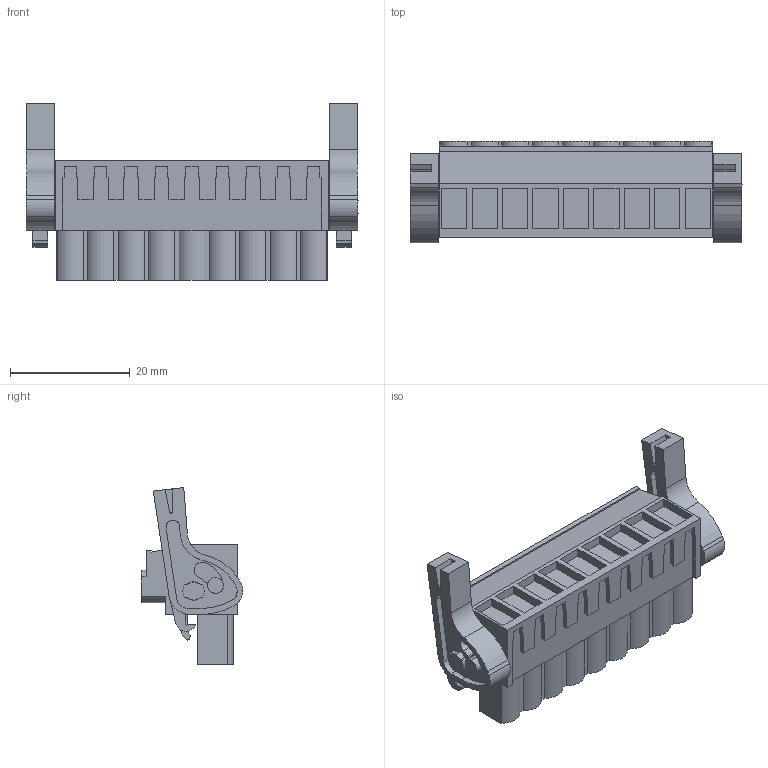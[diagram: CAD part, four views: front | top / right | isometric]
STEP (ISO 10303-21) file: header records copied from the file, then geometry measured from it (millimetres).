
FILE_DESCRIPTION(('CATIA V5 STEP','CAx-IF Rec.Pracs.--- Model Styling and Organization---1.2---2011-12-15'),'2;1');
FILE_NAME ('D1460002_0_1945130000_1945130000.stp','2017-05-23T06:49:37+00:00',('none'),('Weidmueller'),'CATIA Version 5-6 Release 2014','CATIA V5 STEP AP214','none');
FILE_SCHEMA(('AUTOMOTIVE_DESIGN { 1 0 10303 214 1 1 1 1 }'));
Length unit declared in the file: millimetre
Products named in the file (1): 1945130000
Bounding box: 55.42 x 16.91 x 29.52 mm (x, y, z)
Volume: 9685.7 mm3; surface area: 7293.1 mm2
Topology: 12 solids, 12 shells, 754 faces, 2107 edges, 1424 vertices
Faces by surface type: plane 599, cylinder 115, extrusion 40
Entity records: 23863 total; most frequent: CARTESIAN_POINT 5478, ORIENTED_EDGE 4214, DIRECTION 3003, EDGE_CURVE 2107, VECTOR 1789, LINE 1749, VERTEX_POINT 1424, EDGE_LOOP 809
